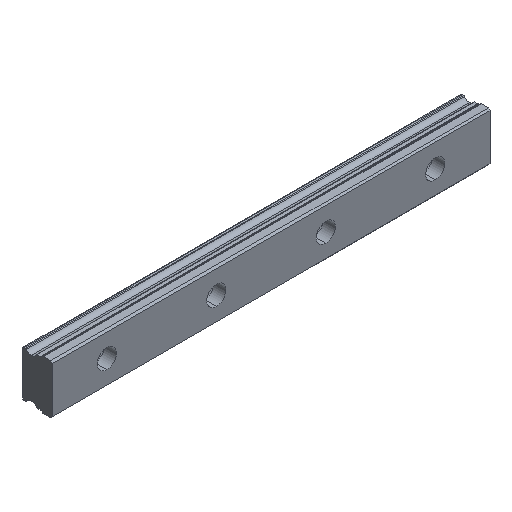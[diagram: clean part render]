
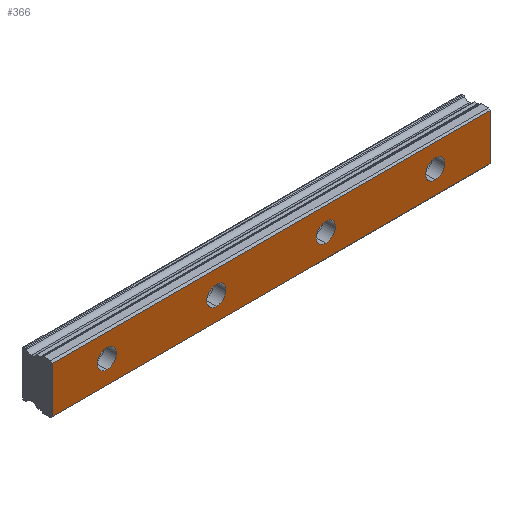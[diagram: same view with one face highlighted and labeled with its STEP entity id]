
A CAD part, isometric view. The second image highlights one B-rep face of the part: STEP entity #366.
In plain terms, the highlighted planar face has unit normal (0, -1, 0).
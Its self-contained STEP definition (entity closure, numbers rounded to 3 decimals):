
#20 = EDGE_LOOP ( 'NONE', ( #938, #557 ) ) ;
#44 = DIRECTION ( 'NONE',  ( 0., 1., 0. ) ) ;
#49 = ORIENTED_EDGE ( 'NONE', *, *, #254, .F. ) ;
#51 = CARTESIAN_POINT ( 'NONE',  ( 40., 0., -1.75 ) ) ;
#65 = EDGE_LOOP ( 'NONE', ( #928, #1222 ) ) ;
#74 = DIRECTION ( 'NONE',  ( 1., 0., 0. ) ) ;
#76 = DIRECTION ( 'NONE',  ( 0., -1., 0. ) ) ;
#88 = CARTESIAN_POINT ( 'NONE',  ( -10., 0., 4.2 ) ) ;
#119 = VERTEX_POINT ( 'NONE', #1234 ) ;
#137 = DIRECTION ( 'NONE',  ( 0., 0., 1. ) ) ;
#147 = DIRECTION ( 'NONE',  ( 0., -1., 0. ) ) ;
#164 = CARTESIAN_POINT ( 'NONE',  ( 40., 0., 1.75 ) ) ;
#166 = CIRCLE ( 'NONE', #244, 1.75 ) ;
#170 = DIRECTION ( 'NONE',  ( 0., 0., 1. ) ) ;
#183 = CARTESIAN_POINT ( 'NONE',  ( 70., 0., 4.2 ) ) ;
#191 = PLANE ( 'NONE',  #1565 ) ;
#199 = CIRCLE ( 'NONE', #1571, 1.75 ) ;
#211 = ORIENTED_EDGE ( 'NONE', *, *, #1179, .F. ) ;
#219 = AXIS2_PLACEMENT_3D ( 'NONE', #929, #798, #170 ) ;
#244 = AXIS2_PLACEMENT_3D ( 'NONE', #492, #1375, #1365 ) ;
#254 = EDGE_CURVE ( 'NONE', #487, #842, #1069, .T. ) ;
#260 = CARTESIAN_POINT ( 'NONE',  ( 20., 0., -1.75 ) ) ;
#262 = CARTESIAN_POINT ( 'NONE',  ( 40., 0., 0. ) ) ;
#284 = AXIS2_PLACEMENT_3D ( 'NONE', #967, #1251, #765 ) ;
#295 = FACE_BOUND ( 'NONE', #20, .T. ) ;
#308 = DIRECTION ( 'NONE',  ( 0., 0., 1. ) ) ;
#315 = EDGE_CURVE ( 'NONE', #119, #943, #1434, .T. ) ;
#322 = FACE_BOUND ( 'NONE', #689, .T. ) ;
#360 = CARTESIAN_POINT ( 'NONE',  ( 70., 0., 4.2 ) ) ;
#366 = ADVANCED_FACE ( 'NONE', ( #1072, #322, #1553, #1319, #295 ), #191, .F. ) ;
#371 = ORIENTED_EDGE ( 'NONE', *, *, #1570, .F. ) ;
#373 = DIRECTION ( 'NONE',  ( 0., 0., 1. ) ) ;
#422 = EDGE_CURVE ( 'NONE', #788, #424, #737, .T. ) ;
#424 = VERTEX_POINT ( 'NONE', #1100 ) ;
#428 = CIRCLE ( 'NONE', #1581, 1.75 ) ;
#436 = DIRECTION ( 'NONE',  ( -1., 0., 0. ) ) ;
#487 = VERTEX_POINT ( 'NONE', #747 ) ;
#488 = VECTOR ( 'NONE', #74, 1000. ) ;
#492 = CARTESIAN_POINT ( 'NONE',  ( 40., 0., 0. ) ) ;
#527 = EDGE_CURVE ( 'NONE', #721, #1107, #166, .T. ) ;
#533 = VERTEX_POINT ( 'NONE', #260 ) ;
#534 = CARTESIAN_POINT ( 'NONE',  ( 0., 0., 1.75 ) ) ;
#557 = ORIENTED_EDGE ( 'NONE', *, *, #1108, .F. ) ;
#577 = CIRCLE ( 'NONE', #284, 1.75 ) ;
#632 = VERTEX_POINT ( 'NONE', #534 ) ;
#647 = CARTESIAN_POINT ( 'NONE',  ( 0., 0., 0. ) ) ;
#689 = EDGE_LOOP ( 'NONE', ( #371, #834 ) ) ;
#710 = CARTESIAN_POINT ( 'NONE',  ( 20., 0., 1.75 ) ) ;
#721 = VERTEX_POINT ( 'NONE', #51 ) ;
#737 = LINE ( 'NONE', #837, #488 ) ;
#747 = CARTESIAN_POINT ( 'NONE',  ( 60., 0., -1.75 ) ) ;
#759 = AXIS2_PLACEMENT_3D ( 'NONE', #894, #147, #1276 ) ;
#765 = DIRECTION ( 'NONE',  ( 0., 0., 1. ) ) ;
#769 = CARTESIAN_POINT ( 'NONE',  ( 20., 0., 0. ) ) ;
#781 = VERTEX_POINT ( 'NONE', #1066 ) ;
#788 = VERTEX_POINT ( 'NONE', #833 ) ;
#793 = CARTESIAN_POINT ( 'NONE',  ( 60., 0., 0. ) ) ;
#798 = DIRECTION ( 'NONE',  ( 0., -1., 0. ) ) ;
#823 = CIRCLE ( 'NONE', #1446, 1.75 ) ;
#824 = AXIS2_PLACEMENT_3D ( 'NONE', #793, #902, #137 ) ;
#833 = CARTESIAN_POINT ( 'NONE',  ( -10., 0., 4.2 ) ) ;
#834 = ORIENTED_EDGE ( 'NONE', *, *, #840, .F. ) ;
#837 = CARTESIAN_POINT ( 'NONE',  ( 70., 0., 4.2 ) ) ;
#840 = EDGE_CURVE ( 'NONE', #781, #632, #577, .T. ) ;
#841 = DIRECTION ( 'NONE',  ( 0., 0., 1. ) ) ;
#842 = VERTEX_POINT ( 'NONE', #846 ) ;
#846 = CARTESIAN_POINT ( 'NONE',  ( 60., 0., 1.75 ) ) ;
#891 = ORIENTED_EDGE ( 'NONE', *, *, #422, .F. ) ;
#894 = CARTESIAN_POINT ( 'NONE',  ( 20., 0., 0. ) ) ;
#901 = EDGE_CURVE ( 'NONE', #1107, #721, #199, .T. ) ;
#902 = DIRECTION ( 'NONE',  ( 0., -1., 0. ) ) ;
#904 = DIRECTION ( 'NONE',  ( 0., -1., 0. ) ) ;
#925 = CARTESIAN_POINT ( 'NONE',  ( 70., 0., -4.2 ) ) ;
#928 = ORIENTED_EDGE ( 'NONE', *, *, #901, .F. ) ;
#929 = CARTESIAN_POINT ( 'NONE',  ( 60., 0., 0. ) ) ;
#936 = VECTOR ( 'NONE', #436, 1000. ) ;
#938 = ORIENTED_EDGE ( 'NONE', *, *, #1528, .F. ) ;
#943 = VERTEX_POINT ( 'NONE', #1459 ) ;
#967 = CARTESIAN_POINT ( 'NONE',  ( 0., 0., 0. ) ) ;
#970 = ORIENTED_EDGE ( 'NONE', *, *, #1466, .F. ) ;
#982 = ORIENTED_EDGE ( 'NONE', *, *, #315, .F. ) ;
#1001 = LINE ( 'NONE', #360, #1293 ) ;
#1011 = VECTOR ( 'NONE', #373, 1000. ) ;
#1029 = DIRECTION ( 'NONE',  ( 0., -1., 0. ) ) ;
#1066 = CARTESIAN_POINT ( 'NONE',  ( 0., 0., -1.75 ) ) ;
#1069 = CIRCLE ( 'NONE', #219, 1.75 ) ;
#1072 = FACE_OUTER_BOUND ( 'NONE', #1540, .T. ) ;
#1081 = DIRECTION ( 'NONE',  ( 0., 0., 1. ) ) ;
#1100 = CARTESIAN_POINT ( 'NONE',  ( 70., 0., 4.2 ) ) ;
#1107 = VERTEX_POINT ( 'NONE', #164 ) ;
#1108 = EDGE_CURVE ( 'NONE', #533, #1345, #1260, .T. ) ;
#1112 = CIRCLE ( 'NONE', #824, 1.75 ) ;
#1179 = EDGE_CURVE ( 'NONE', #842, #487, #1112, .T. ) ;
#1220 = DIRECTION ( 'NONE',  ( 0., 0., -1. ) ) ;
#1222 = ORIENTED_EDGE ( 'NONE', *, *, #527, .F. ) ;
#1234 = CARTESIAN_POINT ( 'NONE',  ( 70., 0., -4.2 ) ) ;
#1251 = DIRECTION ( 'NONE',  ( 0., -1., 0. ) ) ;
#1260 = CIRCLE ( 'NONE', #759, 1.75 ) ;
#1276 = DIRECTION ( 'NONE',  ( 0., 0., 1. ) ) ;
#1278 = DIRECTION ( 'NONE',  ( 0., 0., 1. ) ) ;
#1293 = VECTOR ( 'NONE', #1220, 1000. ) ;
#1319 = FACE_BOUND ( 'NONE', #65, .T. ) ;
#1345 = VERTEX_POINT ( 'NONE', #710 ) ;
#1365 = DIRECTION ( 'NONE',  ( 0., 0., 1. ) ) ;
#1375 = DIRECTION ( 'NONE',  ( 0., -1., 0. ) ) ;
#1392 = EDGE_CURVE ( 'NONE', #943, #788, #1507, .T. ) ;
#1421 = EDGE_LOOP ( 'NONE', ( #211, #49 ) ) ;
#1434 = LINE ( 'NONE', #925, #936 ) ;
#1446 = AXIS2_PLACEMENT_3D ( 'NONE', #769, #904, #308 ) ;
#1459 = CARTESIAN_POINT ( 'NONE',  ( -10., 0., -4.2 ) ) ;
#1466 = EDGE_CURVE ( 'NONE', #424, #119, #1001, .T. ) ;
#1507 = LINE ( 'NONE', #88, #1011 ) ;
#1528 = EDGE_CURVE ( 'NONE', #1345, #533, #823, .T. ) ;
#1540 = EDGE_LOOP ( 'NONE', ( #982, #970, #891, #1622 ) ) ;
#1553 = FACE_BOUND ( 'NONE', #1421, .T. ) ;
#1565 = AXIS2_PLACEMENT_3D ( 'NONE', #183, #44, #1081 ) ;
#1570 = EDGE_CURVE ( 'NONE', #632, #781, #428, .T. ) ;
#1571 = AXIS2_PLACEMENT_3D ( 'NONE', #262, #76, #841 ) ;
#1581 = AXIS2_PLACEMENT_3D ( 'NONE', #647, #1029, #1278 ) ;
#1622 = ORIENTED_EDGE ( 'NONE', *, *, #1392, .F. ) ;
